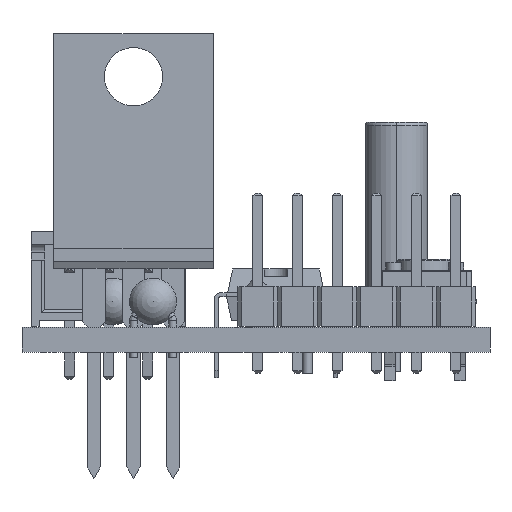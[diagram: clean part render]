
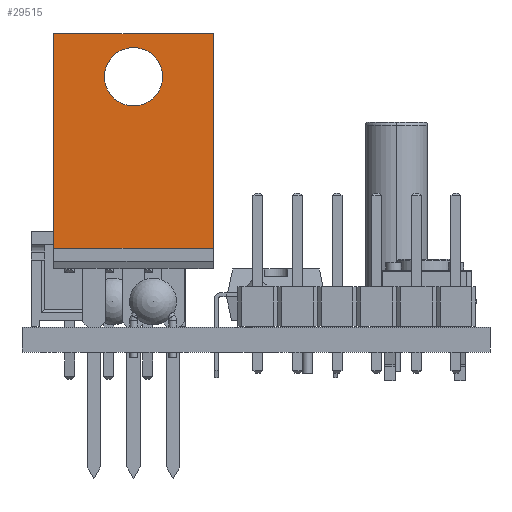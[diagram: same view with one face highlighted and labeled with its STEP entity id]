
A CAD part, front view. The second image highlights one B-rep face of the part: STEP entity #29515.
In plain terms, the highlighted face is planar.
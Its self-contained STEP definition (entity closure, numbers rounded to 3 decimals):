
#28960 = VERTEX_POINT('',#28961);
#28961 = CARTESIAN_POINT('',(-2.575,3.16,18.775));
#28967 = EDGE_CURVE('',#28968,#28960,#28970,.T.);
#28968 = VERTEX_POINT('',#28969);
#28969 = CARTESIAN_POINT('',(-2.575,3.16,5.));
#28970 = LINE('',#28971,#28972);
#28971 = CARTESIAN_POINT('',(-2.575,3.16,5.));
#28972 = VECTOR('',#28973,1.);
#28973 = DIRECTION('',(0.,0.,1.));
#29026 = VERTEX_POINT('',#29027);
#29027 = CARTESIAN_POINT('',(7.655,3.16,5.));
#29033 = EDGE_CURVE('',#29026,#29034,#29036,.T.);
#29034 = VERTEX_POINT('',#29035);
#29035 = CARTESIAN_POINT('',(7.655,3.16,18.775));
#29036 = LINE('',#29037,#29038);
#29037 = CARTESIAN_POINT('',(7.655,3.16,5.));
#29038 = VECTOR('',#29039,1.);
#29039 = DIRECTION('',(0.,0.,1.));
#29058 = EDGE_CURVE('',#28968,#29026,#29059,.T.);
#29059 = LINE('',#29060,#29061);
#29060 = CARTESIAN_POINT('',(-2.575,3.16,5.));
#29061 = VECTOR('',#29062,1.);
#29062 = DIRECTION('',(1.,0.,0.));
#29515 = ADVANCED_FACE('',(#29516,#29527),#29538,.T.);
#29516 = FACE_BOUND('',#29517,.T.);
#29517 = EDGE_LOOP('',(#29518,#29519,#29525,#29526));
#29518 = ORIENTED_EDGE('',*,*,#28967,.T.);
#29519 = ORIENTED_EDGE('',*,*,#29520,.T.);
#29520 = EDGE_CURVE('',#28960,#29034,#29521,.T.);
#29521 = LINE('',#29522,#29523);
#29522 = CARTESIAN_POINT('',(-2.575,3.16,18.775));
#29523 = VECTOR('',#29524,1.);
#29524 = DIRECTION('',(1.,0.,0.));
#29525 = ORIENTED_EDGE('',*,*,#29033,.F.);
#29526 = ORIENTED_EDGE('',*,*,#29058,.F.);
#29527 = FACE_BOUND('',#29528,.T.);
#29528 = EDGE_LOOP('',(#29529));
#29529 = ORIENTED_EDGE('',*,*,#29530,.T.);
#29530 = EDGE_CURVE('',#29531,#29531,#29533,.T.);
#29531 = VERTEX_POINT('',#29532);
#29532 = CARTESIAN_POINT('',(4.408,3.16,16.005));
#29533 = CIRCLE('',#29534,1.868);
#29534 = AXIS2_PLACEMENT_3D('',#29535,#29536,#29537);
#29535 = CARTESIAN_POINT('',(2.54,3.16,16.005));
#29536 = DIRECTION('',(0.,-1.,0.));
#29537 = DIRECTION('',(1.,0.,0.));
#29538 = PLANE('',#29539);
#29539 = AXIS2_PLACEMENT_3D('',#29540,#29541,#29542);
#29540 = CARTESIAN_POINT('',(-2.575,3.16,5.));
#29541 = DIRECTION('',(0.,1.,0.));
#29542 = DIRECTION('',(1.,0.,0.));
